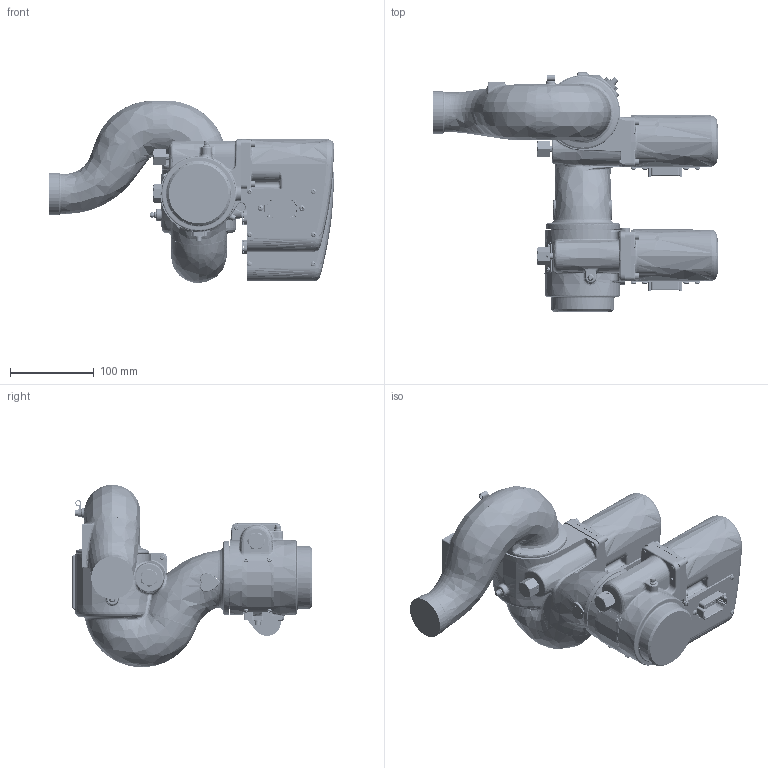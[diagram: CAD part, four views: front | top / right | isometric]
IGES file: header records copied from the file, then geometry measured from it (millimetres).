
Start section: SolidWorks IGES file using analytic representation for surfaces
Global section: file name: BrushHawk_10-21-19.IGS; native system: SolidWorks 2019; preprocessor: SolidWorks 2019; author: bgerig; date: 191021.092736; units: millimetre
Bounding box: 339.57 x 284.83 x 217.32 mm (x, y, z)
Surface area: 308988.2 mm2 (no closed solid volume)
Topology: 0 solids, 0 shells, 5286 faces, 70041 edges, 69975 vertices
Faces by surface type: bspline 2836, revolution 2450
